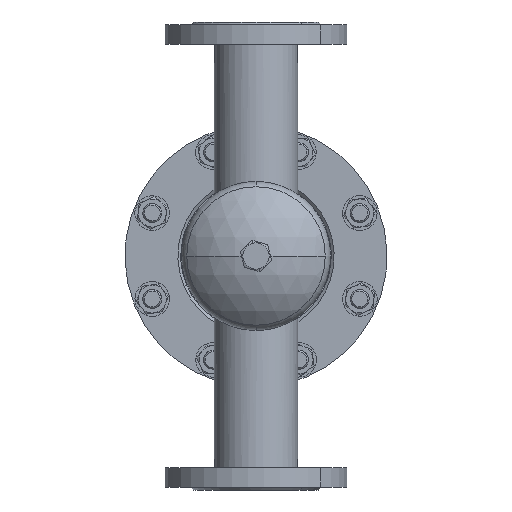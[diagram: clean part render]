
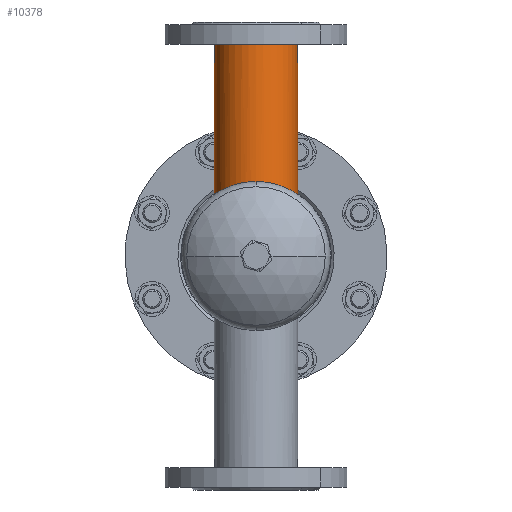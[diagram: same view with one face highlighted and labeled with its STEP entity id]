
A CAD part, front view. The second image highlights one B-rep face of the part: STEP entity #10378.
In plain terms, the highlighted cylindrical face has radius 44.5 mm (diameter 89 mm), a partial arc.
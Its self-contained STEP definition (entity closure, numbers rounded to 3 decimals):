
#1156 = ORIENTED_EDGE ( 'NONE', *, *, #12933, .T. ) ;
#1195 = CARTESIAN_POINT ( 'NONE',  ( -41.713, 74.5, 15.5 ) ) ;
#2117 = VECTOR ( 'NONE', #9688, 1000. ) ;
#2187 = DIRECTION ( 'NONE',  ( 1., 0., 0. ) ) ;
#2270 = CARTESIAN_POINT ( 'NONE',  ( 0., 90., 15.5 ) ) ;
#2334 = CYLINDRICAL_SURFACE ( 'NONE', #5624, 44.5 ) ;
#2426 = DIRECTION ( 'NONE',  ( 0., 0., 1. ) ) ;
#2668 = ORIENTED_EDGE ( 'NONE', *, *, #10684, .F. ) ;
#2865 = EDGE_CURVE ( 'NONE', #3052, #3203, #14122, .T. ) ;
#3052 = VERTEX_POINT ( 'NONE', #10919 ) ;
#3203 = VERTEX_POINT ( 'NONE', #3729 ) ;
#3433 = VERTEX_POINT ( 'NONE', #4553 ) ;
#3729 = CARTESIAN_POINT ( 'NONE',  ( 44.5, 90., 15.5 ) ) ;
#4002 = VERTEX_POINT ( 'NONE', #9804 ) ;
#4553 = CARTESIAN_POINT ( 'NONE',  ( -41.713, 74.5, 15.5 ) ) ;
#4829 = CARTESIAN_POINT ( 'NONE',  ( 44.5, 90., 245. ) ) ;
#4848 = DIRECTION ( 'NONE',  ( -1., 0., 0. ) ) ;
#4854 = CARTESIAN_POINT ( 'NONE',  ( 0., 90., 15.5 ) ) ;
#4962 = CARTESIAN_POINT ( 'NONE',  ( 24.586, 28.407, 61.593 ) ) ;
#5059 = VECTOR ( 'NONE', #12518, 1000. ) ;
#5368 = ORIENTED_EDGE ( 'NONE', *, *, #2865, .T. ) ;
#5411 = ORIENTED_EDGE ( 'NONE', *, *, #9459, .T. ) ;
#5624 = AXIS2_PLACEMENT_3D ( 'NONE', #6430, #16549, #4848 ) ;
#6223 = CARTESIAN_POINT ( 'NONE',  ( 41.713, 74.5, 15.5 ) ) ;
#6430 = CARTESIAN_POINT ( 'NONE',  ( 0., 90., 245. ) ) ;
#6447 = AXIS2_PLACEMENT_3D ( 'NONE', #4854, #2426, #2187 ) ;
#6860 = CIRCLE ( 'NONE', #8741, 44.5 ) ;
#7549 = EDGE_CURVE ( 'NONE', #3433, #3052, #15412, .T. ) ;
#8242 = ORIENTED_EDGE ( 'NONE', *, *, #7549, .T. ) ;
#8620 = FACE_OUTER_BOUND ( 'NONE', #16202, .T. ) ;
#8741 = AXIS2_PLACEMENT_3D ( 'NONE', #14163, #14247, #10230 ) ;
#8781 = DIRECTION ( 'NONE',  ( 1., 0., 0. ) ) ;
#8864 = CARTESIAN_POINT ( 'NONE',  ( -44.5, 90., 15.5 ) ) ;
#9126 = CIRCLE ( 'NONE', #6447, 44.5 ) ;
#9459 = EDGE_CURVE ( 'NONE', #14792, #12236, #12009, .T. ) ;
#9596 = CARTESIAN_POINT ( 'NONE',  ( -44.5, 90., 245. ) ) ;
#9612 = CARTESIAN_POINT ( 'NONE',  ( -44.5, 90., 245. ) ) ;
#9688 = DIRECTION ( 'NONE',  ( 0., 0., -1. ) ) ;
#9804 = CARTESIAN_POINT ( 'NONE',  ( 44.5, 90., 245. ) ) ;
#9970 = DIRECTION ( 'NONE',  ( 0., 0., 1. ) ) ;
#10230 = DIRECTION ( 'NONE',  ( 1., 0., 0. ) ) ;
#10378 = ADVANCED_FACE ( 'NONE', ( #8620 ), #2334, .T. ) ;
#10684 = EDGE_CURVE ( 'NONE', #4002, #3203, #16282, .T. ) ;
#10919 = CARTESIAN_POINT ( 'NONE',  ( 41.713, 74.5, 15.5 ) ) ;
#12009 = LINE ( 'NONE', #9596, #2117 ) ;
#12236 = VERTEX_POINT ( 'NONE', #8864 ) ;
#12518 = DIRECTION ( 'NONE',  ( 0., 0., -1. ) ) ;
#12735 = CARTESIAN_POINT ( 'NONE',  ( -24.586, 28.407, 61.593 ) ) ;
#12933 = EDGE_CURVE ( 'NONE', #12236, #3433, #9126, .T. ) ;
#13900 = ORIENTED_EDGE ( 'NONE', *, *, #14281, .F. ) ;
#14122 = CIRCLE ( 'NONE', #16519, 44.5 ) ;
#14163 = CARTESIAN_POINT ( 'NONE',  ( 0., 90., 245. ) ) ;
#14247 = DIRECTION ( 'NONE',  ( 0., 0., 1. ) ) ;
#14281 = EDGE_CURVE ( 'NONE', #14792, #4002, #6860, .T. ) ;
#14792 = VERTEX_POINT ( 'NONE', #9612 ) ;
#15412 =( BOUNDED_CURVE ( )  B_SPLINE_CURVE ( 3, ( #1195, #12735, #4962, #6223 ),
 .UNSPECIFIED., .F., .T. ) 
 B_SPLINE_CURVE_WITH_KNOTS ( ( 4, 4 ),
 ( 1.927, 4.357 ),
 .UNSPECIFIED. ) 
 CURVE ( )  GEOMETRIC_REPRESENTATION_ITEM ( )  RATIONAL_B_SPLINE_CURVE ( ( 1., 0.566, 0.566, 1. ) ) 
 REPRESENTATION_ITEM ( '' )  );
#16202 = EDGE_LOOP ( 'NONE', ( #2668, #13900, #5411, #1156, #8242, #5368 ) ) ;
#16282 = LINE ( 'NONE', #4829, #5059 ) ;
#16519 = AXIS2_PLACEMENT_3D ( 'NONE', #2270, #9970, #8781 ) ;
#16549 = DIRECTION ( 'NONE',  ( 0., 0., -1. ) ) ;
